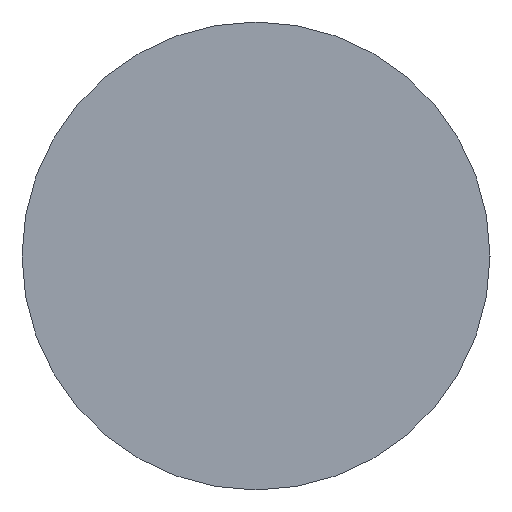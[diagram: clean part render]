
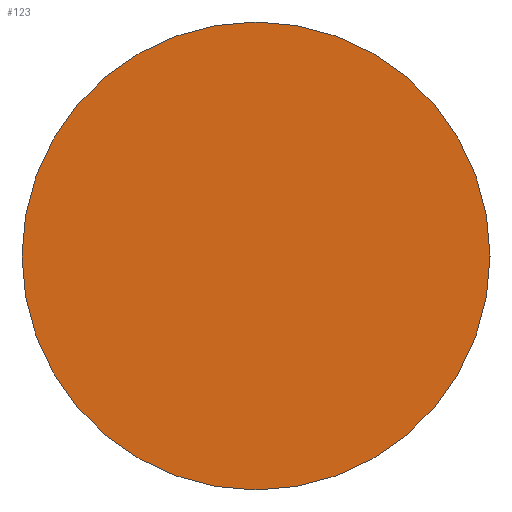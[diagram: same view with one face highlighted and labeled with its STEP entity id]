
A CAD part, left-side view. The second image highlights one B-rep face of the part: STEP entity #123.
In plain terms, the highlighted planar face has unit normal (-1, 0, 0).
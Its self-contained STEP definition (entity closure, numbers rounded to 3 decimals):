
#1 = EDGE_CURVE ( 'NONE', #71, #185, #38, .T. ) ;
#26 = DIRECTION ( 'NONE',  ( 1., 0., 0. ) ) ;
#30 = ORIENTED_EDGE ( 'NONE', *, *, #1, .T. ) ;
#38 = CIRCLE ( 'NONE', #44, 12.7 ) ;
#43 = CARTESIAN_POINT ( 'NONE',  ( 119.507, 71.194, 0. ) ) ;
#44 = AXIS2_PLACEMENT_3D ( 'NONE', #43, #150, #53 ) ;
#48 = AXIS2_PLACEMENT_3D ( 'NONE', #175, #121, #161 ) ;
#49 = EDGE_LOOP ( 'NONE', ( #30, #100 ) ) ;
#53 = DIRECTION ( 'NONE',  ( 0., 0., 1. ) ) ;
#55 = CARTESIAN_POINT ( 'NONE',  ( 119.507, 71.194, 0. ) ) ;
#57 = CIRCLE ( 'NONE', #48, 12.7 ) ;
#71 = VERTEX_POINT ( 'NONE', #149 ) ;
#100 = ORIENTED_EDGE ( 'NONE', *, *, #151, .T. ) ;
#115 = AXIS2_PLACEMENT_3D ( 'NONE', #55, #26, #125 ) ;
#121 = DIRECTION ( 'NONE',  ( -1., 0., 0. ) ) ;
#123 = ADVANCED_FACE ( 'NONE', ( #164 ), #160, .F. ) ;
#125 = DIRECTION ( 'NONE',  ( 0., 0., -1. ) ) ;
#141 = CARTESIAN_POINT ( 'NONE',  ( 119.507, 71.194, -12.7 ) ) ;
#149 = CARTESIAN_POINT ( 'NONE',  ( 119.507, 71.194, 12.7 ) ) ;
#150 = DIRECTION ( 'NONE',  ( -1., 0., 0. ) ) ;
#151 = EDGE_CURVE ( 'NONE', #185, #71, #57, .T. ) ;
#160 = PLANE ( 'NONE',  #115 ) ;
#161 = DIRECTION ( 'NONE',  ( 0., 0., 1. ) ) ;
#164 = FACE_OUTER_BOUND ( 'NONE', #49, .T. ) ;
#175 = CARTESIAN_POINT ( 'NONE',  ( 119.507, 71.194, 0. ) ) ;
#185 = VERTEX_POINT ( 'NONE', #141 ) ;
